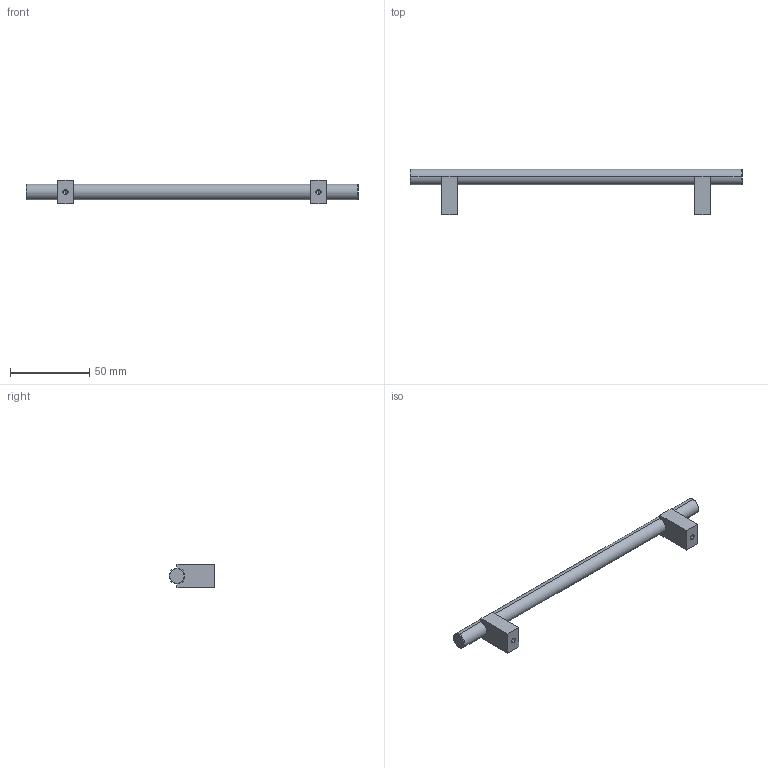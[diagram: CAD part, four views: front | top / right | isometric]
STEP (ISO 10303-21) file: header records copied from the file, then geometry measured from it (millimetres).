
FILE_DESCRIPTION (( 'STEP AP214' ), '1' );
FILE_NAME ('F005471,F005478,F005485_3D.step', '2022-08-15T13:29:52', ( '' ), ( '' ), 'SwSTEP 2.0', 'SolidWorks 2020', '' );
FILE_SCHEMA (( 'AUTOMOTIVE_DESIGN' ));
Length unit declared in the file: millimetre
Products named in the file (1): F005471,F005478,F005485_3D
Bounding box: 210 x 29 x 15 mm (x, y, z)
Volume: 22753.6 mm3; surface area: 9248.6 mm2
Topology: 1 solids, 1 shells, 32 faces, 74 edges, 42 vertices
Faces by surface type: plane 16, cylinder 8, cone 4, torus 4
Entity records: 944 total; most frequent: DIRECTION 160, CARTESIAN_POINT 145, ORIENTED_EDGE 140, EDGE_CURVE 70, AXIS2_PLACEMENT_3D 57, VECTOR 46, LINE 46, VERTEX_POINT 42
